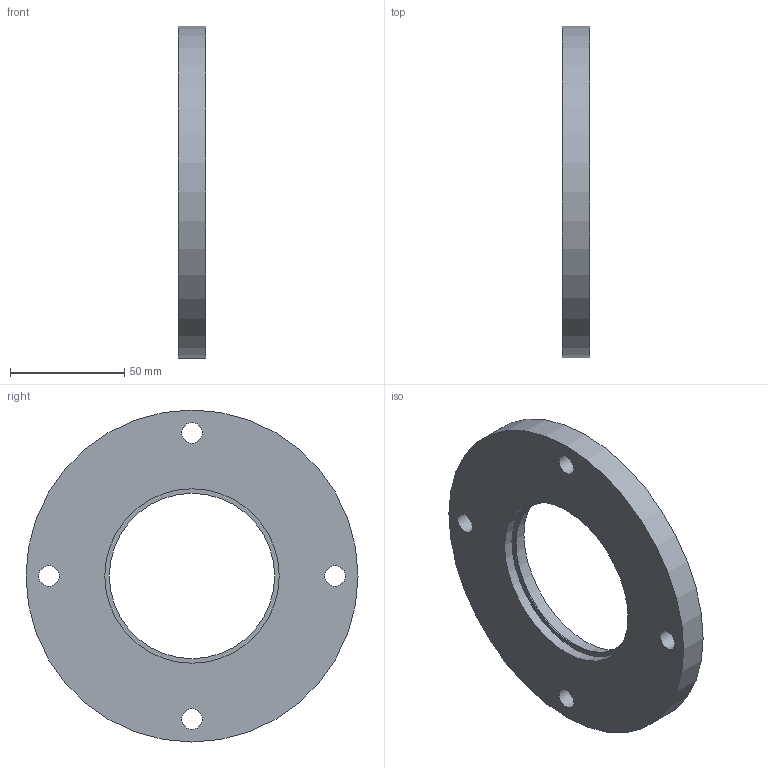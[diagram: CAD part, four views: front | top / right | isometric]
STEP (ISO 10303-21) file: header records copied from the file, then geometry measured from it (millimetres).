
FILE_DESCRIPTION (( 'STEP AP214' ), '1' );
FILE_NAME ('BS1ISOF8076FULLVAC.STEP', '2025-12-10T10:23:37', ( '' ), ( '' ), 'SwSTEP 2.0', 'SolidWorks 2017', '' );
FILE_SCHEMA (( 'AUTOMOTIVE_DESIGN' ));
Length unit declared in the file: millimetre
Products named in the file (1): BS1ISOF8076FULLVAC
Bounding box: 12 x 145 x 145 mm (x, y, z)
Volume: 140443.2 mm3; surface area: 34023.1 mm2
Topology: 1 solids, 1 shells, 12 faces, 28 edges, 20 vertices
Faces by surface type: cylinder 8, plane 4
Full cylindrical faces by diameter (mm): 9 x4, 72.2 x1, 76.2 x1, 76.4 x1, 145 x1
Entity records: 338 total; most frequent: DIRECTION 58, CARTESIAN_POINT 45, EDGE_LOOP 32, ORIENTED_EDGE 32, AXIS2_PLACEMENT_3D 29, FACE_OUTER_BOUND 20, VERTEX_POINT 16, CIRCLE 16
